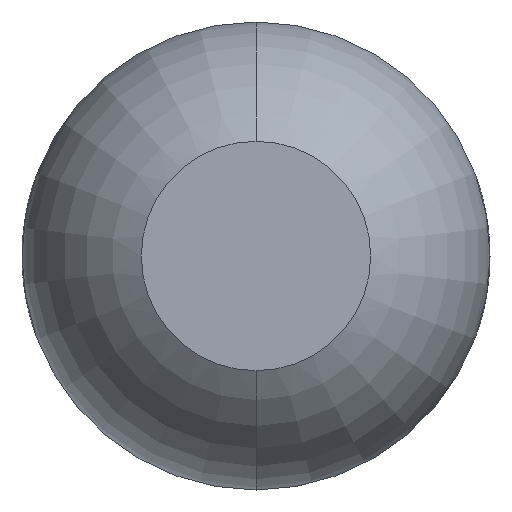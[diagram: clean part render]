
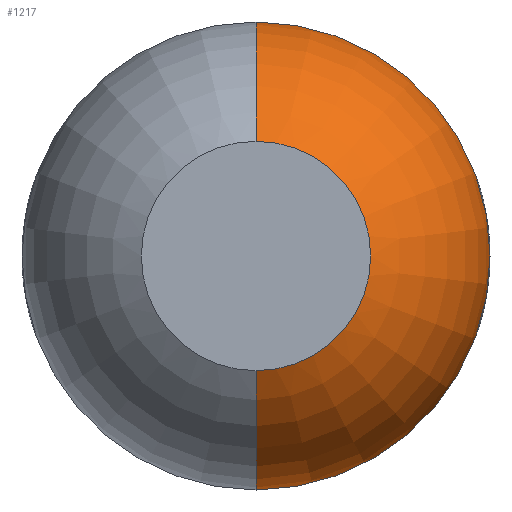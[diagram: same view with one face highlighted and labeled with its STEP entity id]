
A CAD part, front view. The second image highlights one B-rep face of the part: STEP entity #1217.
In plain terms, the highlighted toroidal (fillet/blend) face has major radius 0.01 mm and minor radius 0.5 mm.
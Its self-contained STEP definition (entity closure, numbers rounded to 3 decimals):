
#11 = DIRECTION ( 'NONE',  ( 0., -1., 0. ) ) ;
#116 = ORIENTED_EDGE ( 'NONE', *, *, #840, .T. ) ;
#150 = AXIS2_PLACEMENT_3D ( 'NONE', #477, #3624, #3663 ) ;
#182 = CARTESIAN_POINT ( 'NONE',  ( 0., -25.4, -0.25 ) ) ;
#355 = CARTESIAN_POINT ( 'NONE',  ( 0., -25.4, 0.25 ) ) ;
#477 = CARTESIAN_POINT ( 'NONE',  ( 0., -25.4, 0. ) ) ;
#523 = ORIENTED_EDGE ( 'NONE', *, *, #1809, .T. ) ;
#668 = CARTESIAN_POINT ( 'NONE',  ( 0., -24.961, -0.01 ) ) ;
#685 = VERTEX_POINT ( 'NONE', #182 ) ;
#738 = CARTESIAN_POINT ( 'NONE',  ( 0., -24.961, 0. ) ) ;
#840 = EDGE_CURVE ( 'NONE', #2686, #3859, #1128, .T. ) ;
#1006 = TOROIDAL_SURFACE ( 'NONE', #2750, 0.01, 0.5 ) ;
#1089 = CIRCLE ( 'NONE', #1115, 0.51 ) ;
#1115 = AXIS2_PLACEMENT_3D ( 'NONE', #4260, #2839, #3850 ) ;
#1128 = CIRCLE ( 'NONE', #2016, 0.5 ) ;
#1217 = ADVANCED_FACE ( 'Defeature ausgef�hrt2_0', ( #1949 ), #1006, .T. ) ;
#1365 = DIRECTION ( 'NONE',  ( -1., 0., 0. ) ) ;
#1635 = CIRCLE ( 'NONE', #2157, 0.5 ) ;
#1809 = EDGE_CURVE ( 'Defeature ausgef�hrt2_0+Defeature ausgef�hrt2_13+Defeature ausgef�hrt2_13+Defeature ausgef�hrt2_13', #3859, #685, #2130, .T. ) ;
#1949 = FACE_OUTER_BOUND ( 'NONE', #2297, .T. ) ;
#2016 = AXIS2_PLACEMENT_3D ( 'NONE', #4501, #4526, #4346 ) ;
#2130 = CIRCLE ( 'NONE', #150, 0.25 ) ;
#2157 = AXIS2_PLACEMENT_3D ( 'NONE', #668, #1365, #3839 ) ;
#2297 = EDGE_LOOP ( 'NONE', ( #3705, #116, #523, #2469 ) ) ;
#2469 = ORIENTED_EDGE ( 'NONE', *, *, #4391, .F. ) ;
#2516 = DIRECTION ( 'NONE',  ( 0., 0., -1. ) ) ;
#2686 = VERTEX_POINT ( 'NONE', #3432 ) ;
#2750 = AXIS2_PLACEMENT_3D ( 'NONE', #738, #11, #2516 ) ;
#2839 = DIRECTION ( 'NONE',  ( 0., -1., 0. ) ) ;
#3037 = CARTESIAN_POINT ( 'NONE',  ( 0., -24.961, -0.51 ) ) ;
#3432 = CARTESIAN_POINT ( 'NONE',  ( 0., -24.961, 0.51 ) ) ;
#3624 = DIRECTION ( 'NONE',  ( 0., 1., 0. ) ) ;
#3663 = DIRECTION ( 'NONE',  ( 0., 0., 1. ) ) ;
#3705 = ORIENTED_EDGE ( 'NONE', *, *, #4455, .T. ) ;
#3839 = DIRECTION ( 'NONE',  ( 0., 0., 1. ) ) ;
#3850 = DIRECTION ( 'NONE',  ( 0., 0., -1. ) ) ;
#3859 = VERTEX_POINT ( 'NONE', #355 ) ;
#4222 = VERTEX_POINT ( 'NONE', #3037 ) ;
#4260 = CARTESIAN_POINT ( 'NONE',  ( 0., -24.961, 0. ) ) ;
#4346 = DIRECTION ( 'NONE',  ( 0., 0., -1. ) ) ;
#4391 = EDGE_CURVE ( 'NONE', #4222, #685, #1635, .T. ) ;
#4455 = EDGE_CURVE ( 'Defeature ausgef�hrt2_0+Defeature ausgef�hrt2_6+Defeature ausgef�hrt2_6+Defeature ausgef�hrt2_6', #4222, #2686, #1089, .T. ) ;
#4501 = CARTESIAN_POINT ( 'NONE',  ( 0., -24.961, 0.01 ) ) ;
#4526 = DIRECTION ( 'NONE',  ( 1., 0., 0. ) ) ;
